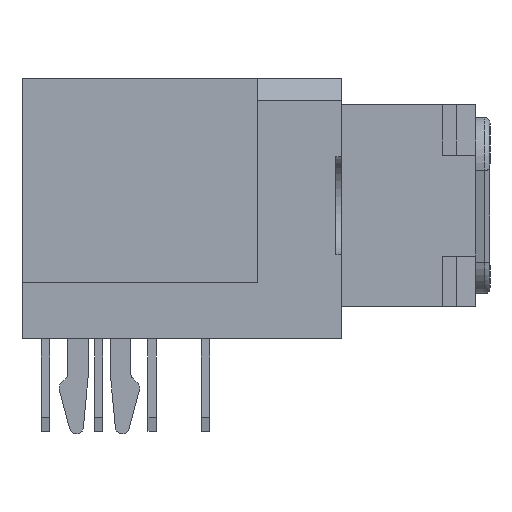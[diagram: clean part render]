
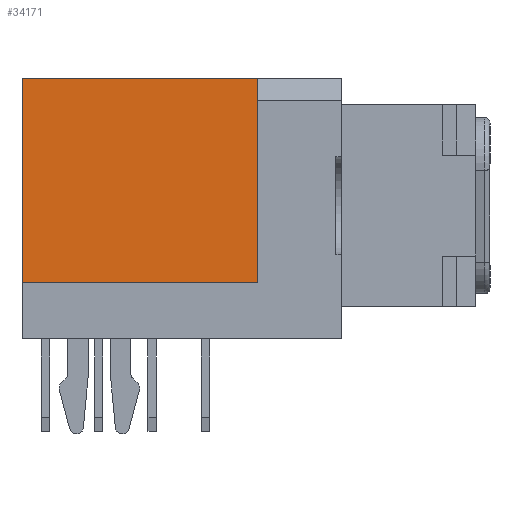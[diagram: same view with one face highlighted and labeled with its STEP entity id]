
A CAD part, left-side view. The second image highlights one B-rep face of the part: STEP entity #34171.
In plain terms, the highlighted planar face has unit normal (-1, 0, 0).
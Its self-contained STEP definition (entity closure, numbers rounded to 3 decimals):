
#33296=CARTESIAN_POINT('',(-25.915,11.4,-2.75));
#33297=VERTEX_POINT('',#33296);
#33304=CARTESIAN_POINT('',(-25.915,11.4,4.55));
#33305=VERTEX_POINT('',#33304);
#33306=CARTESIAN_POINT('',(-25.915,11.4,-2.75));
#33307=DIRECTION('',(0.,0.,1.));
#33308=VECTOR('',#33307,7.3);
#33309=LINE('',#33306,#33308);
#33310=EDGE_CURVE('',#33297,#33305,#33309,.T.);
#34062=CARTESIAN_POINT('',(-25.915,3.,-2.75));
#34063=VERTEX_POINT('',#34062);
#34070=CARTESIAN_POINT('',(-25.915,11.4,-2.75));
#34071=DIRECTION('',(0.,-1.,0.));
#34072=VECTOR('',#34071,8.4);
#34073=LINE('',#34070,#34072);
#34074=EDGE_CURVE('',#33297,#34063,#34073,.T.);
#34148=CARTESIAN_POINT('',(-25.915,7.2,3.125));
#34149=DIRECTION('',(0.,1.,0.));
#34150=DIRECTION('',(-1.,0.,0.));
#34151=AXIS2_PLACEMENT_3D('',#34148,#34150,#34149);
#34152=PLANE('',#34151);
#34153=CARTESIAN_POINT('',(-25.915,3.,4.55));
#34154=VERTEX_POINT('',#34153);
#34155=CARTESIAN_POINT('',(-25.915,3.,-2.75));
#34156=DIRECTION('',(0.,0.,1.));
#34157=VECTOR('',#34156,7.3);
#34158=LINE('',#34155,#34157);
#34159=EDGE_CURVE('',#34063,#34154,#34158,.T.);
#34160=ORIENTED_EDGE('',*,*,#34159,.T.);
#34161=CARTESIAN_POINT('',(-25.915,11.4,4.55));
#34162=DIRECTION('',(0.,-1.,0.));
#34163=VECTOR('',#34162,8.4);
#34164=LINE('',#34161,#34163);
#34165=EDGE_CURVE('',#33305,#34154,#34164,.T.);
#34166=ORIENTED_EDGE('',*,*,#34165,.F.);
#34167=ORIENTED_EDGE('',*,*,#33310,.F.);
#34168=ORIENTED_EDGE('',*,*,#34074,.T.);
#34169=EDGE_LOOP('',(#34160,#34166,#34167,#34168));
#34170=FACE_OUTER_BOUND('',#34169,.T.);
#34171=ADVANCED_FACE('',(#34170),#34152,.T.);
